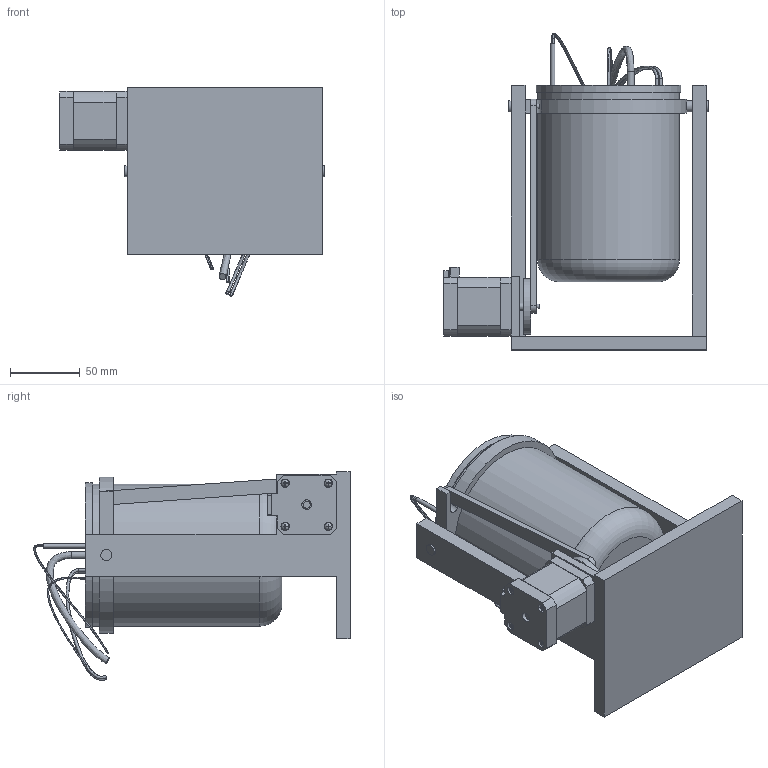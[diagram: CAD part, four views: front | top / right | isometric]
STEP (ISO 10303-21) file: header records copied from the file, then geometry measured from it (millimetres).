
FILE_DESCRIPTION (( 'STEP AP214' ), '1' );
FILE_NAME ('地沟油检测仪渲染.STEP', '2021-01-13T16:13:10', ( '' ), ( '' ), 'SwSTEP 2.0', 'SolidWorks 2018', '' );
FILE_SCHEMA (( 'AUTOMOTIVE_DESIGN' ));
Length unit declared in the file: millimetre
Products named in the file (13): 地沟油检测仪渲染; 地沟油检测仪-玻璃罩; 地沟油检测仪-试管; 華僱蚐潰聆痀-概; 地沟油检测仪-温度传感器; 地沟油检测仪-底座; motors_ms17hd6p4200-m; 地沟油检测仪-偏心盘; 地沟油检测仪-连杆; 地沟油检测仪-水浴器箍; 地沟油检测仪-水浴器盖; 地沟油检测仪-电导率探头; 加热管
Assembly tree (13 placements, depth 2):
  地沟油检测仪渲染
    地沟油检测仪-底座
    地沟油检测仪-玻璃罩
    地沟油检测仪-试管  x2
    地沟油检测仪-水浴器盖
    地沟油检测仪-水浴器箍
    地沟油检测仪-电导率探头
    地沟油检测仪-温度传感器
    加热管
    motors_ms17hd6p4200-m
    地沟油检测仪-偏心盘
    地沟油检测仪-连杆
    華僱蚐潰聆痀-概
Bounding box: 189.8 x 227.05 x 149.95 mm (x, y, z)
Volume: 572113.4 mm3; surface area: 270146.5 mm2
Topology: 14 solids, 14 shells, 406 faces, 1020 edges, 656 vertices
Faces by surface type: plane 254, cylinder 107, sphere 16, cone 13, torus 9, bspline 7
Full cylindrical faces by diameter (mm): 2 x2, 2.1 x2, 2.459 x8, 3 x8, 3.1 x1, 4 x2, 5 x10, 5.05 x1, 5.2 x1, 5.3 x4, 6 x4, 7 x2, 8 x2, 8.05 x2, 10 x1, 11 x1, 12 x1, 16 x1, 20 x2, 22 x3, 23.779 x1, 40 x1, 99.8 x1, 100 x1, 102 x1, 102.1 x1, 103.8 x1
Entity records: 13622 total; most frequent: CARTESIAN_POINT 3514, DIRECTION 1928, ORIENTED_EDGE 1756, EDGE_CURVE 878, AXIS2_PLACEMENT_3D 666, VERTEX_POINT 622, VECTOR 596, LINE 596
